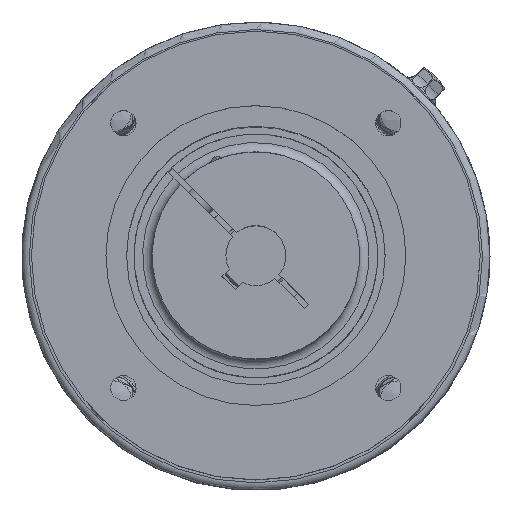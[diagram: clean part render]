
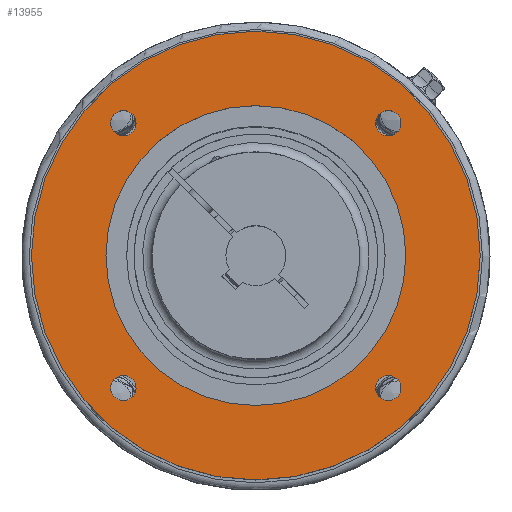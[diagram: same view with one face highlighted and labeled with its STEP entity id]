
A CAD part, top view. The second image highlights one B-rep face of the part: STEP entity #13955.
In plain terms, the highlighted planar face has unit normal (0, 0, 1).
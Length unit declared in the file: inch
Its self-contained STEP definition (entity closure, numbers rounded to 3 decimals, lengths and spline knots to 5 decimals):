
#2593 = CARTESIAN_POINT ( 'NONE',  ( 1.39194, -1.39194, 7.1076 ) ) ;
#2723 = CARTESIAN_POINT ( 'NONE',  ( 2.35827, 0., 7.1076 ) ) ;
#2878 = CARTESIAN_POINT ( 'NONE',  ( 1.52494, -1.39194, 7.1076 ) ) ;
#3074 = CARTESIAN_POINT ( 'NONE',  ( 1.57579, 0., 7.1076 ) ) ;
#3090 = CIRCLE ( 'NONE', #21014, 1.57579 ) ;
#3296 = CARTESIAN_POINT ( 'NONE',  ( -1.39194, 1.39194, 7.1076 ) ) ;
#3365 = CIRCLE ( 'NONE', #15139, 0.133 ) ;
#3582 = EDGE_LOOP ( 'NONE', ( #20706 ) ) ;
#4990 = ORIENTED_EDGE ( 'NONE', *, *, #23781, .F. ) ;
#5044 = FACE_BOUND ( 'NONE', #26738, .T. ) ;
#5880 = EDGE_LOOP ( 'NONE', ( #16861 ) ) ;
#6381 = EDGE_LOOP ( 'NONE', ( #7750 ) ) ;
#6859 = DIRECTION ( 'NONE',  ( 0., 0., 1. ) ) ;
#6996 = FACE_BOUND ( 'NONE', #5880, .T. ) ;
#7687 = VERTEX_POINT ( 'NONE', #2878 ) ;
#7750 = ORIENTED_EDGE ( 'NONE', *, *, #19585, .T. ) ;
#8370 = DIRECTION ( 'NONE',  ( 1., 0., 0. ) ) ;
#9337 = AXIS2_PLACEMENT_3D ( 'NONE', #2593, #29539, #19425 ) ;
#9657 = EDGE_CURVE ( 'NONE', #10778, #10778, #3090, .T. ) ;
#10042 = DIRECTION ( 'NONE',  ( 0., 0., 1. ) ) ;
#10204 = FACE_OUTER_BOUND ( 'NONE', #6381, .T. ) ;
#10778 = VERTEX_POINT ( 'NONE', #3074 ) ;
#11301 = DIRECTION ( 'NONE',  ( 1., 0., 0. ) ) ;
#12170 = EDGE_CURVE ( 'NONE', #23432, #23432, #20157, .T. ) ;
#12635 = CIRCLE ( 'NONE', #25971, 2.35827 ) ;
#12889 = CIRCLE ( 'NONE', #9337, 0.133 ) ;
#13071 = DIRECTION ( 'NONE',  ( 0., 0., 1. ) ) ;
#13955 = ADVANCED_FACE ( 'NONE', ( #6996, #19501, #5044, #31555, #22064, #10204 ), #26892, .T. ) ;
#14845 = DIRECTION ( 'NONE',  ( 1., 0., 0. ) ) ;
#15013 = CARTESIAN_POINT ( 'NONE',  ( 0., 0., 7.1076 ) ) ;
#15139 = AXIS2_PLACEMENT_3D ( 'NONE', #28803, #18848, #27140 ) ;
#15957 = DIRECTION ( 'NONE',  ( 0., 0., 1. ) ) ;
#16861 = ORIENTED_EDGE ( 'NONE', *, *, #30885, .F. ) ;
#17155 = AXIS2_PLACEMENT_3D ( 'NONE', #15013, #10042, #14845 ) ;
#17222 = EDGE_CURVE ( 'NONE', #26953, #26953, #3365, .T. ) ;
#18106 = AXIS2_PLACEMENT_3D ( 'NONE', #3296, #13071, #23014 ) ;
#18848 = DIRECTION ( 'NONE',  ( 0., 0., 1. ) ) ;
#19425 = DIRECTION ( 'NONE',  ( 1., 0., 0. ) ) ;
#19469 = CIRCLE ( 'NONE', #22564, 0.133 ) ;
#19501 = FACE_BOUND ( 'NONE', #30810, .T. ) ;
#19528 = CARTESIAN_POINT ( 'NONE',  ( -1.25894, -1.39194, 7.1076 ) ) ;
#19559 = CARTESIAN_POINT ( 'NONE',  ( 1.52494, 1.39194, 7.1076 ) ) ;
#19585 = EDGE_CURVE ( 'NONE', #22123, #22123, #12635, .T. ) ;
#20157 = CIRCLE ( 'NONE', #18106, 0.133 ) ;
#20403 = ORIENTED_EDGE ( 'NONE', *, *, #9657, .F. ) ;
#20706 = ORIENTED_EDGE ( 'NONE', *, *, #12170, .F. ) ;
#21014 = AXIS2_PLACEMENT_3D ( 'NONE', #21966, #15957, #11301 ) ;
#21966 = CARTESIAN_POINT ( 'NONE',  ( 0., 0., 7.1076 ) ) ;
#22064 = FACE_BOUND ( 'NONE', #30844, .T. ) ;
#22123 = VERTEX_POINT ( 'NONE', #2723 ) ;
#22564 = AXIS2_PLACEMENT_3D ( 'NONE', #22796, #25040, #8370 ) ;
#22796 = CARTESIAN_POINT ( 'NONE',  ( -1.39194, -1.39194, 7.1076 ) ) ;
#23014 = DIRECTION ( 'NONE',  ( 1., 0., 0. ) ) ;
#23432 = VERTEX_POINT ( 'NONE', #28258 ) ;
#23781 = EDGE_CURVE ( 'NONE', #7687, #7687, #12889, .T. ) ;
#23861 = CARTESIAN_POINT ( 'NONE',  ( 0., 0., 7.1076 ) ) ;
#24362 = ORIENTED_EDGE ( 'NONE', *, *, #17222, .F. ) ;
#25040 = DIRECTION ( 'NONE',  ( 0., 0., 1. ) ) ;
#25971 = AXIS2_PLACEMENT_3D ( 'NONE', #23861, #6859, #26277 ) ;
#26277 = DIRECTION ( 'NONE',  ( 1., 0., 0. ) ) ;
#26738 = EDGE_LOOP ( 'NONE', ( #24362 ) ) ;
#26892 = PLANE ( 'NONE',  #17155 ) ;
#26953 = VERTEX_POINT ( 'NONE', #19559 ) ;
#27140 = DIRECTION ( 'NONE',  ( 1., 0., 0. ) ) ;
#28258 = CARTESIAN_POINT ( 'NONE',  ( -1.25894, 1.39194, 7.1076 ) ) ;
#28803 = CARTESIAN_POINT ( 'NONE',  ( 1.39194, 1.39194, 7.1076 ) ) ;
#28843 = VERTEX_POINT ( 'NONE', #19528 ) ;
#29539 = DIRECTION ( 'NONE',  ( 0., 0., 1. ) ) ;
#30810 = EDGE_LOOP ( 'NONE', ( #4990 ) ) ;
#30844 = EDGE_LOOP ( 'NONE', ( #20403 ) ) ;
#30885 = EDGE_CURVE ( 'NONE', #28843, #28843, #19469, .T. ) ;
#31555 = FACE_BOUND ( 'NONE', #3582, .T. ) ;
